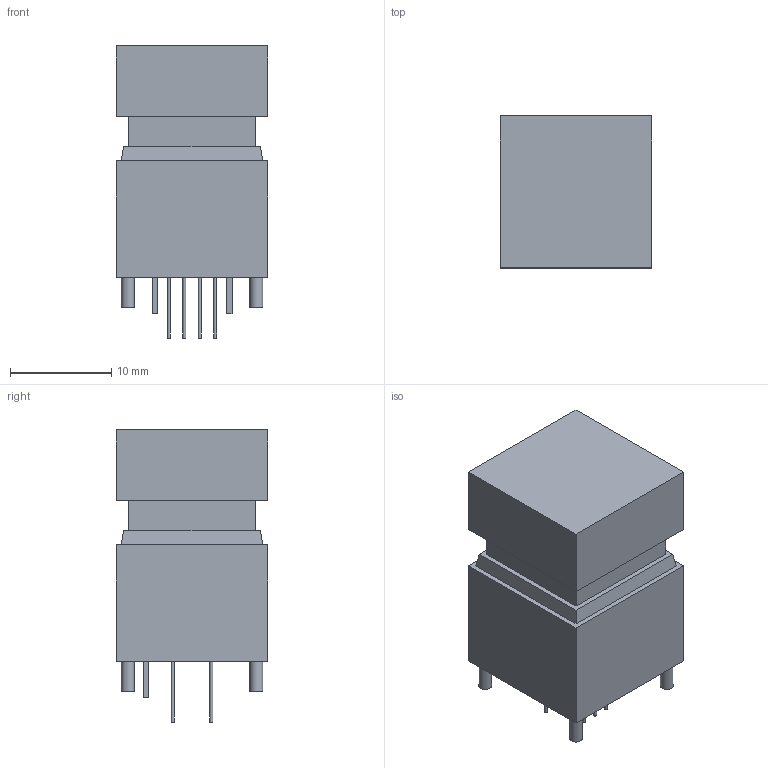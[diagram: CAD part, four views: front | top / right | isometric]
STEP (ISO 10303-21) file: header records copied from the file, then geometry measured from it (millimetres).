
FILE_DESCRIPTION(('FreeCAD Model'),'2;1');
FILE_NAME('Open CASCADE Shape Model','2022-01-23T15:10:01',('Author'),( ''),'Open CASCADE STEP processor 7.5','FreeCAD','Unknown');
FILE_SCHEMA(('AUTOMOTIVE_DESIGN { 1 0 10303 214 1 1 1 1 }'));
Length unit declared in the file: millimetre
Products named in the file (1): Body
Bounding box: 15 x 15 x 28.85 mm (x, y, z)
Volume: 4906.6 mm3; surface area: 2017.9 mm2
Topology: 1 solids, 1 shells, 59 faces, 116 edges, 76 vertices
Faces by surface type: plane 47, cylinder 12
Full cylindrical faces by diameter (mm): 0.3 x8, 1.3 x4
Entity records: 3032 total; most frequent: DIRECTION 492, CARTESIAN_POINT 484, LINE 300, VECTOR 300, ORIENTED_EDGE 232, PCURVE 232, DEFINITIONAL_REPRESENTATION 232, EDGE_CURVE 116
